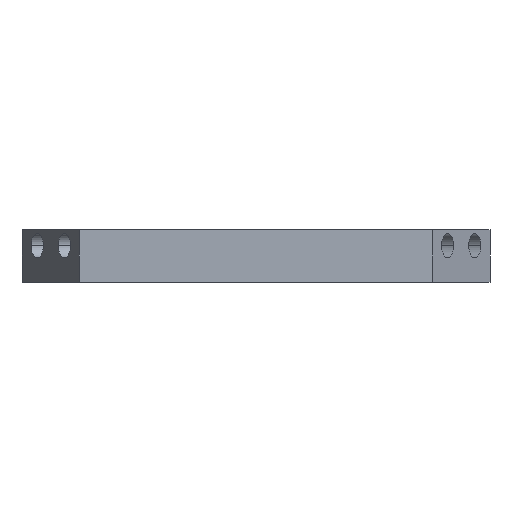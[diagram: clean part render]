
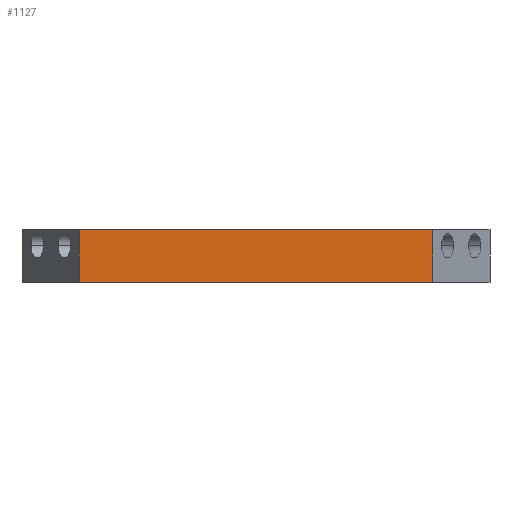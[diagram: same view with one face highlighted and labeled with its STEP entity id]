
A CAD part, front view. The second image highlights one B-rep face of the part: STEP entity #1127.
In plain terms, the highlighted planar face has unit normal (0, -1, 0).
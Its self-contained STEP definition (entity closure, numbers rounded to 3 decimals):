
#35 = CARTESIAN_POINT ( 'NONE',  ( 29.046, -27.692, -6. ) ) ;
#46 = VERTEX_POINT ( 'NONE', #2206 ) ;
#47 = PLANE ( 'NONE',  #708 ) ;
#56 = DIRECTION ( 'NONE',  ( 0., -1., 0. ) ) ;
#96 = VERTEX_POINT ( 'NONE', #2276 ) ;
#111 = VERTEX_POINT ( 'NONE', #1877 ) ;
#223 = VERTEX_POINT ( 'NONE', #765 ) ;
#251 = LINE ( 'NONE', #2143, #1420 ) ;
#366 = LINE ( 'NONE', #556, #976 ) ;
#556 = CARTESIAN_POINT ( 'NONE',  ( 29.046, -27.692, -6. ) ) ;
#708 = AXIS2_PLACEMENT_3D ( 'NONE', #1740, #56, #804 ) ;
#765 = CARTESIAN_POINT ( 'NONE',  ( 29.046, -27.692, 2.6 ) ) ;
#770 = DIRECTION ( 'NONE',  ( 0., 0., 1. ) ) ;
#804 = DIRECTION ( 'NONE',  ( 0., 0., -1. ) ) ;
#814 = DIRECTION ( 'NONE',  ( 1., 0., 0. ) ) ;
#853 = ORIENTED_EDGE ( 'NONE', *, *, #1295, .F. ) ;
#918 = EDGE_CURVE ( 'NONE', #111, #96, #366, .T. ) ;
#967 = DIRECTION ( 'NONE',  ( 0., 0., 1. ) ) ;
#976 = VECTOR ( 'NONE', #1079, 1000. ) ;
#978 = FACE_OUTER_BOUND ( 'NONE', #1376, .T. ) ;
#1005 = ORIENTED_EDGE ( 'NONE', *, *, #1057, .T. ) ;
#1057 = EDGE_CURVE ( 'NONE', #96, #223, #1334, .T. ) ;
#1079 = DIRECTION ( 'NONE',  ( 1., 0., 0. ) ) ;
#1127 = ADVANCED_FACE ( 'NONE', ( #978 ), #47, .T. ) ;
#1223 = CARTESIAN_POINT ( 'NONE',  ( 29.046, -27.692, 2.6 ) ) ;
#1295 = EDGE_CURVE ( 'NONE', #46, #223, #1752, .T. ) ;
#1334 = LINE ( 'NONE', #35, #1482 ) ;
#1375 = ORIENTED_EDGE ( 'NONE', *, *, #2183, .F. ) ;
#1376 = EDGE_LOOP ( 'NONE', ( #1005, #853, #1375, #1991 ) ) ;
#1420 = VECTOR ( 'NONE', #967, 1000. ) ;
#1482 = VECTOR ( 'NONE', #770, 1000. ) ;
#1740 = CARTESIAN_POINT ( 'NONE',  ( 29.046, -27.692, -6. ) ) ;
#1752 = LINE ( 'NONE', #1223, #1887 ) ;
#1877 = CARTESIAN_POINT ( 'NONE',  ( -29.046, -27.692, -6. ) ) ;
#1887 = VECTOR ( 'NONE', #814, 1000. ) ;
#1991 = ORIENTED_EDGE ( 'NONE', *, *, #918, .T. ) ;
#2143 = CARTESIAN_POINT ( 'NONE',  ( -29.046, -27.692, -6. ) ) ;
#2183 = EDGE_CURVE ( 'NONE', #111, #46, #251, .T. ) ;
#2206 = CARTESIAN_POINT ( 'NONE',  ( -29.046, -27.692, 2.6 ) ) ;
#2276 = CARTESIAN_POINT ( 'NONE',  ( 29.046, -27.692, -6. ) ) ;
